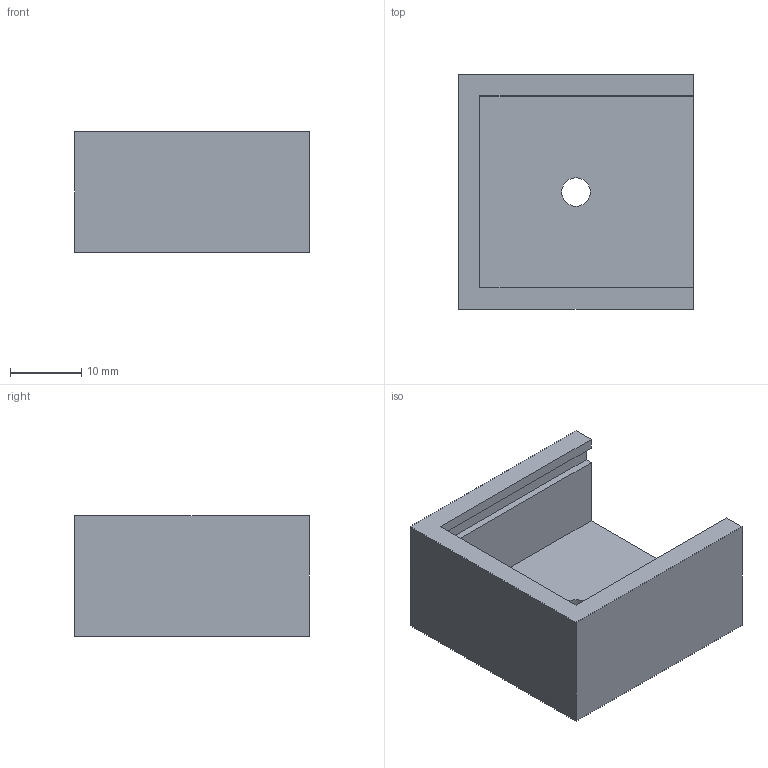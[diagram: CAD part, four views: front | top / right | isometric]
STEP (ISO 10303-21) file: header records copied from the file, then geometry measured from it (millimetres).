
FILE_DESCRIPTION(/* description */ (''),/* implementation_level */ '2;1');
FILE_NAME(/* name */ 'Halter GPS Modul v2.step',/* time_stamp */ '2025-04-10T12:59:32+02:00',/* author */ (''),/* organization */ (''),/* preprocessor_version */ 'ST-DEVELOPER v20.1',/* originating_system */ 'Autodesk Translation Framework v14.4.0.0',/* authorisation */ '');
FILE_SCHEMA (('AUTOMOTIVE_DESIGN { 1 0 10303 214 3 1 1 }'));
Length unit declared in the file: millimetre
Products named in the file (1): Halter GPS Modul
Bounding box: 33 x 33 x 17 mm (x, y, z)
Volume: 6712.8 mm3; surface area: 5457.6 mm2
Topology: 1 solids, 1 shells, 22 faces, 60 edges, 40 vertices
Faces by surface type: plane 21, cylinder 1
Full cylindrical faces by diameter (mm): 4 x1
Entity records: 723 total; most frequent: CARTESIAN_POINT 123, ORIENTED_EDGE 120, DIRECTION 108, EDGE_CURVE 60, LINE 58, VECTOR 58, VERTEX_POINT 40, AXIS2_PLACEMENT_3D 25
